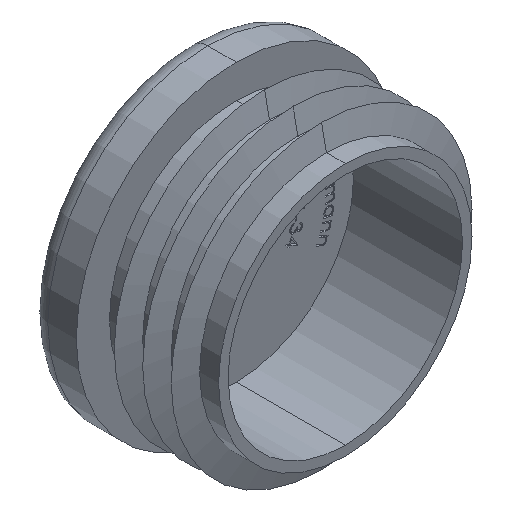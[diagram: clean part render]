
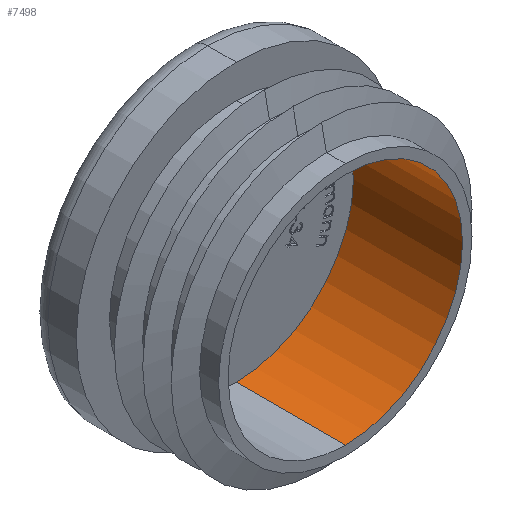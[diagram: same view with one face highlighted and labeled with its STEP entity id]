
A CAD part, isometric view. The second image highlights one B-rep face of the part: STEP entity #7498.
In plain terms, the highlighted cylindrical face has radius 12.35 mm (diameter 24.7 mm), a partial arc.
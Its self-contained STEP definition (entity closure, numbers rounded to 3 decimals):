
#7 = CARTESIAN_POINT ( 'NONE',  ( 0., -11.5, -12.35 ) ) ;
#388 = CARTESIAN_POINT ( 'NONE',  ( 0., -11.5, 12.35 ) ) ;
#415 = LINE ( 'NONE', #7, #2153 ) ;
#870 = ORIENTED_EDGE ( 'NONE', *, *, #3283, .F. ) ;
#1008 = CYLINDRICAL_SURFACE ( 'NONE', #4949, 12.35 ) ;
#1230 = FACE_OUTER_BOUND ( 'NONE', #2111, .T. ) ;
#1470 = VECTOR ( 'NONE', #8807, 1000. ) ;
#1976 = VERTEX_POINT ( 'NONE', #2865 ) ;
#2031 = CIRCLE ( 'NONE', #4836, 12.35 ) ;
#2111 = EDGE_LOOP ( 'NONE', ( #4700, #7077, #6482, #870 ) ) ;
#2153 = VECTOR ( 'NONE', #8525, 1000. ) ;
#2575 = DIRECTION ( 'NONE',  ( 0., 0., 1. ) ) ;
#2865 = CARTESIAN_POINT ( 'NONE',  ( 0., -11.5, -12.35 ) ) ;
#2965 = DIRECTION ( 'NONE',  ( 0., -1., 0. ) ) ;
#3283 = EDGE_CURVE ( 'NONE', #4315, #8225, #7872, .T. ) ;
#3587 = CARTESIAN_POINT ( 'NONE',  ( 0., 0., 12.35 ) ) ;
#3913 = EDGE_CURVE ( 'NONE', #3931, #8225, #7166, .T. ) ;
#3931 = VERTEX_POINT ( 'NONE', #7592 ) ;
#4233 = CARTESIAN_POINT ( 'NONE',  ( 0., 0., -12.35 ) ) ;
#4315 = VERTEX_POINT ( 'NONE', #4233 ) ;
#4400 = DIRECTION ( 'NONE',  ( 0., -1., 0. ) ) ;
#4700 = ORIENTED_EDGE ( 'NONE', *, *, #6919, .F. ) ;
#4836 = AXIS2_PLACEMENT_3D ( 'NONE', #8439, #4400, #9087 ) ;
#4949 = AXIS2_PLACEMENT_3D ( 'NONE', #8145, #8794, #2575 ) ;
#6482 = ORIENTED_EDGE ( 'NONE', *, *, #3913, .T. ) ;
#6634 = EDGE_CURVE ( 'NONE', #1976, #3931, #2031, .T. ) ;
#6908 = AXIS2_PLACEMENT_3D ( 'NONE', #7198, #2965, #7836 ) ;
#6919 = EDGE_CURVE ( 'NONE', #1976, #4315, #415, .T. ) ;
#7077 = ORIENTED_EDGE ( 'NONE', *, *, #6634, .T. ) ;
#7166 = LINE ( 'NONE', #388, #1470 ) ;
#7198 = CARTESIAN_POINT ( 'NONE',  ( 0., 0., 0. ) ) ;
#7498 = ADVANCED_FACE ( 'NONE', ( #1230 ), #1008, .F. ) ;
#7592 = CARTESIAN_POINT ( 'NONE',  ( 0., -11.5, 12.35 ) ) ;
#7836 = DIRECTION ( 'NONE',  ( 0., 0., 1. ) ) ;
#7872 = CIRCLE ( 'NONE', #6908, 12.35 ) ;
#8145 = CARTESIAN_POINT ( 'NONE',  ( 0., -11.5, 0. ) ) ;
#8225 = VERTEX_POINT ( 'NONE', #3587 ) ;
#8439 = CARTESIAN_POINT ( 'NONE',  ( 0., -11.5, 0. ) ) ;
#8525 = DIRECTION ( 'NONE',  ( 0., 1., 0. ) ) ;
#8794 = DIRECTION ( 'NONE',  ( 0., 1., 0. ) ) ;
#8807 = DIRECTION ( 'NONE',  ( 0., 1., 0. ) ) ;
#9087 = DIRECTION ( 'NONE',  ( 0., 0., -1. ) ) ;
